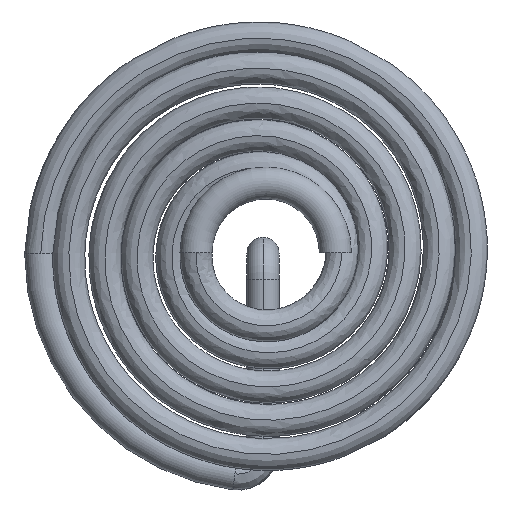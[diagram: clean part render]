
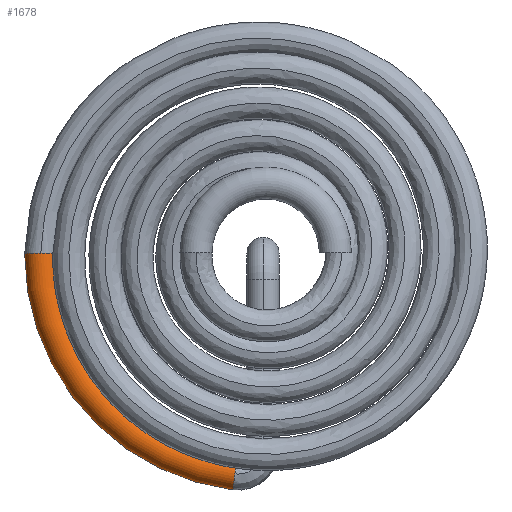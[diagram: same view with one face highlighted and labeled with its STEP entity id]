
A CAD part, top view. The second image highlights one B-rep face of the part: STEP entity #1678.
In plain terms, the highlighted toroidal (fillet/blend) face has major radius 4.15 mm and minor radius 0.3 mm.
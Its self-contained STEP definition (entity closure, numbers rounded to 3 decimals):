
#26 = VERTEX_POINT ( 'NONE', #596 ) ;
#32 = ORIENTED_EDGE ( 'NONE', *, *, #1067, .F. ) ;
#56 = DIRECTION ( 'NONE',  ( -1., 0., 0. ) ) ;
#59 = EDGE_CURVE ( 'NONE', #26, #1519, #247, .T. ) ;
#247 = CIRCLE ( 'NONE', #1952, 0.3 ) ;
#249 = AXIS2_PLACEMENT_3D ( 'NONE', #2212, #1053, #2408 ) ;
#278 = CIRCLE ( 'NONE', #1023, 4.45 ) ;
#398 = ORIENTED_EDGE ( 'NONE', *, *, #59, .F. ) ;
#449 = DIRECTION ( 'NONE',  ( -1., 0., 0. ) ) ;
#461 = VERTEX_POINT ( 'NONE', #2006 ) ;
#478 = FACE_OUTER_BOUND ( 'NONE', #1634, .T. ) ;
#596 = CARTESIAN_POINT ( 'NONE',  ( -0.524, -4.117, 0.3 ) ) ;
#602 = CIRCLE ( 'NONE', #932, 0.3 ) ;
#637 = AXIS2_PLACEMENT_3D ( 'NONE', #2101, #2490, #2470 ) ;
#659 = CARTESIAN_POINT ( 'NONE',  ( -0.524, -4.117, 0. ) ) ;
#666 = ORIENTED_EDGE ( 'NONE', *, *, #2216, .F. ) ;
#671 = CIRCLE ( 'NONE', #855, 0.3 ) ;
#755 = ORIENTED_EDGE ( 'NONE', *, *, #1501, .F. ) ;
#774 = ORIENTED_EDGE ( 'NONE', *, *, #2360, .T. ) ;
#786 = VERTEX_POINT ( 'NONE', #1375 ) ;
#855 = AXIS2_PLACEMENT_3D ( 'NONE', #1552, #2477, #1114 ) ;
#924 = CARTESIAN_POINT ( 'NONE',  ( -3.85, 0., 0. ) ) ;
#932 = AXIS2_PLACEMENT_3D ( 'NONE', #2259, #2140, #2531 ) ;
#960 = CARTESIAN_POINT ( 'NONE',  ( -4.45, 0., 0. ) ) ;
#1023 = AXIS2_PLACEMENT_3D ( 'NONE', #2426, #1264, #56 ) ;
#1029 = VERTEX_POINT ( 'NONE', #924 ) ;
#1053 = DIRECTION ( 'NONE',  ( 0., 0., -1. ) ) ;
#1059 = DIRECTION ( 'NONE',  ( 0., 0., -1. ) ) ;
#1067 = EDGE_CURVE ( 'NONE', #461, #26, #2401, .T. ) ;
#1113 = TOROIDAL_SURFACE ( 'NONE', #2409, 4.15, 0.3 ) ;
#1114 = DIRECTION ( 'NONE',  ( 0., 0., 1. ) ) ;
#1262 = CARTESIAN_POINT ( 'NONE',  ( 0., 0., 0. ) ) ;
#1264 = DIRECTION ( 'NONE',  ( 0., 0., -1. ) ) ;
#1284 = CARTESIAN_POINT ( 'NONE',  ( -0.562, -4.414, 0. ) ) ;
#1292 = ORIENTED_EDGE ( 'NONE', *, *, #1456, .F. ) ;
#1348 = VERTEX_POINT ( 'NONE', #960 ) ;
#1375 = CARTESIAN_POINT ( 'NONE',  ( -4.15, 0., 0.3 ) ) ;
#1456 = EDGE_CURVE ( 'NONE', #1348, #786, #602, .T. ) ;
#1501 = EDGE_CURVE ( 'NONE', #786, #1029, #671, .T. ) ;
#1519 = VERTEX_POINT ( 'NONE', #1284 ) ;
#1552 = CARTESIAN_POINT ( 'NONE',  ( -4.15, 0., 0. ) ) ;
#1634 = EDGE_LOOP ( 'NONE', ( #666, #398, #32, #774, #755, #1292 ) ) ;
#1678 = ADVANCED_FACE ( 'NONE', ( #478 ), #1113, .T. ) ;
#1952 = AXIS2_PLACEMENT_3D ( 'NONE', #659, #2571, #2561 ) ;
#2006 = CARTESIAN_POINT ( 'NONE',  ( -0.486, -3.819, 0. ) ) ;
#2101 = CARTESIAN_POINT ( 'NONE',  ( -0.524, -4.117, 0. ) ) ;
#2140 = DIRECTION ( 'NONE',  ( 0., 1., 0. ) ) ;
#2212 = CARTESIAN_POINT ( 'NONE',  ( 0., 0., 0. ) ) ;
#2216 = EDGE_CURVE ( 'NONE', #1519, #1348, #278, .T. ) ;
#2259 = CARTESIAN_POINT ( 'NONE',  ( -4.15, 0., 0. ) ) ;
#2326 = CIRCLE ( 'NONE', #249, 3.85 ) ;
#2360 = EDGE_CURVE ( 'NONE', #461, #1029, #2326, .T. ) ;
#2401 = CIRCLE ( 'NONE', #637, 0.3 ) ;
#2408 = DIRECTION ( 'NONE',  ( -1., 0., 0. ) ) ;
#2409 = AXIS2_PLACEMENT_3D ( 'NONE', #1262, #1059, #449 ) ;
#2426 = CARTESIAN_POINT ( 'NONE',  ( 0., 0., 0. ) ) ;
#2470 = DIRECTION ( 'NONE',  ( 0., 0., -1. ) ) ;
#2477 = DIRECTION ( 'NONE',  ( 0., 1., 0. ) ) ;
#2490 = DIRECTION ( 'NONE',  ( 0.992, -0.126, 0. ) ) ;
#2531 = DIRECTION ( 'NONE',  ( 0., 0., 1. ) ) ;
#2561 = DIRECTION ( 'NONE',  ( 0., 0., -1. ) ) ;
#2571 = DIRECTION ( 'NONE',  ( 0.992, -0.126, 0. ) ) ;
